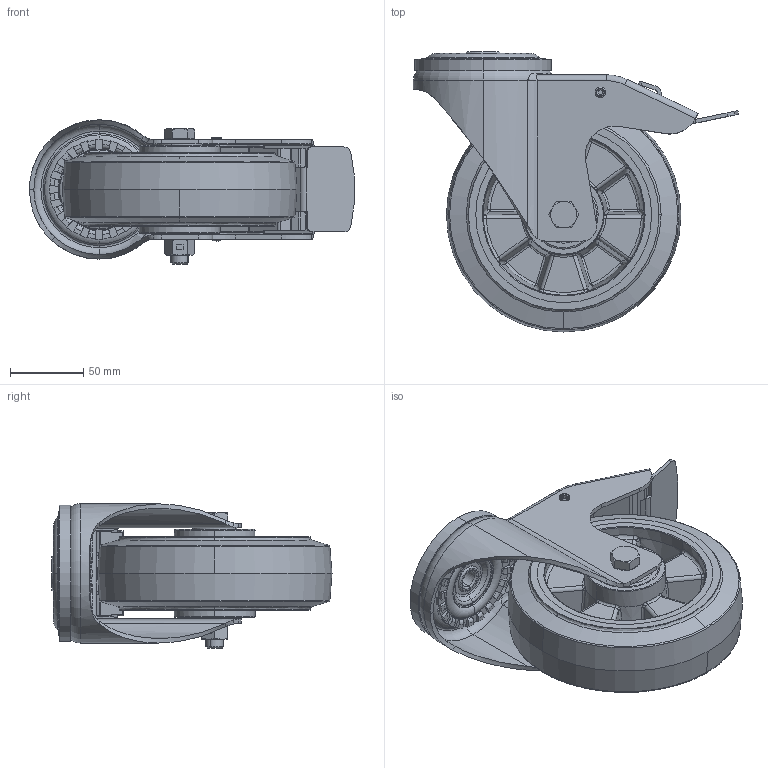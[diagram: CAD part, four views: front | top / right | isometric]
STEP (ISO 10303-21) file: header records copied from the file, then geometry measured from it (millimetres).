
FILE_DESCRIPTION (( 'STEP AP214' ), '1' );
FILE_NAME ('0055818.step', '2023-07-27T08:32:26', ( '' ), ( '' ), 'SwSTEP 2.0', 'SolidWorks 2020', '' );
FILE_SCHEMA (( 'AUTOMOTIVE_DESIGN' ));
Length unit declared in the file: millimetre
Products named in the file (1): 0055818
Bounding box: 221.77 x 191 x 98.5 mm (x, y, z)
Volume: 796879.9 mm3; surface area: 307547.9 mm2
Topology: 29 solids, 30 shells, 1591 faces, 3920 edges, 2345 vertices
Faces by surface type: plane 499, cylinder 396, bspline 291, torus 217, cone 150, sphere 38
Entity records: 76958 total; most frequent: CARTESIAN_POINT 23685, ORIENTED_EDGE 7652, DIRECTION 7247, EDGE_CURVE 3826, AXIS2_PLACEMENT_3D 2952, VERTEX_POINT 2321, EDGE_LOOP 1675, CIRCLE 1651
